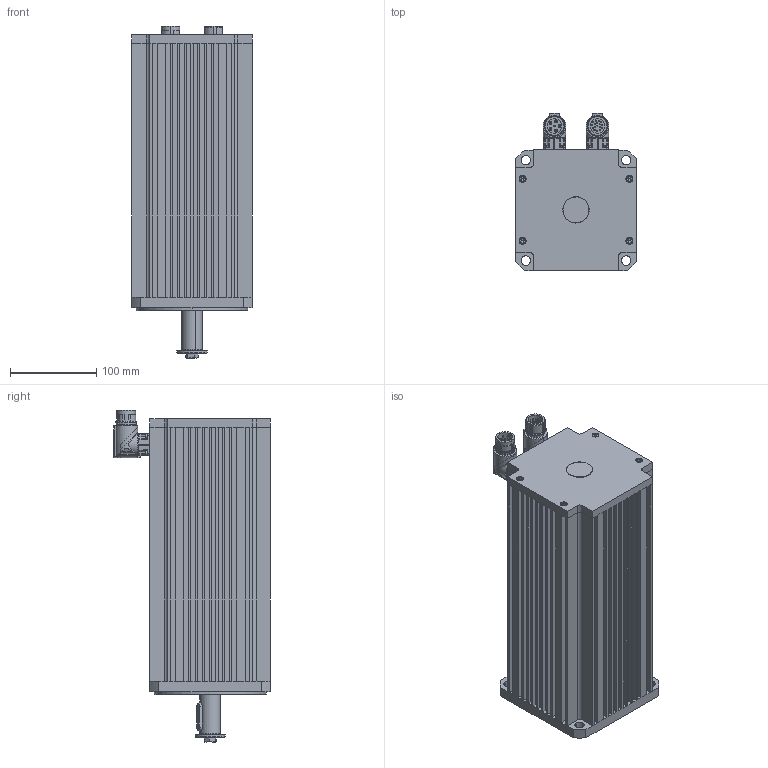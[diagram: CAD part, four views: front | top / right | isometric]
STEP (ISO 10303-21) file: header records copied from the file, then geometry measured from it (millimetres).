
FILE_DESCRIPTION((''),'2;1');
FILE_NAME('FP-3314 + Resolver.stp','2011-09-15T13:04:28',('jlopez'),(''),'Autodesk Inventor 9','Autodesk Inventor 9','');
FILE_SCHEMA(('AUTOMOTIVE_DESIGN { 1 0 10303 214 1 1 1 1 }'));
Length unit declared in the file: millimetre
Products named in the file (1): Pieza1
Bounding box: 140 x 182.15 x 385.66 mm (x, y, z)
Volume: 2247864.7 mm3; surface area: 566460.2 mm2
Topology: 30 solids, 38 shells, 1488 faces, 3889 edges, 2385 vertices
Faces by surface type: plane 622, cylinder 476, bspline 158, cone 114, sphere 62, torus 56
Entity records: 46762 total; most frequent: CARTESIAN_POINT 11154, DIRECTION 7591, ORIENTED_EDGE 7386, EDGE_CURVE 3693, AXIS2_PLACEMENT_3D 2904, VERTEX_POINT 2369, VECTOR 1783, LINE 1783
